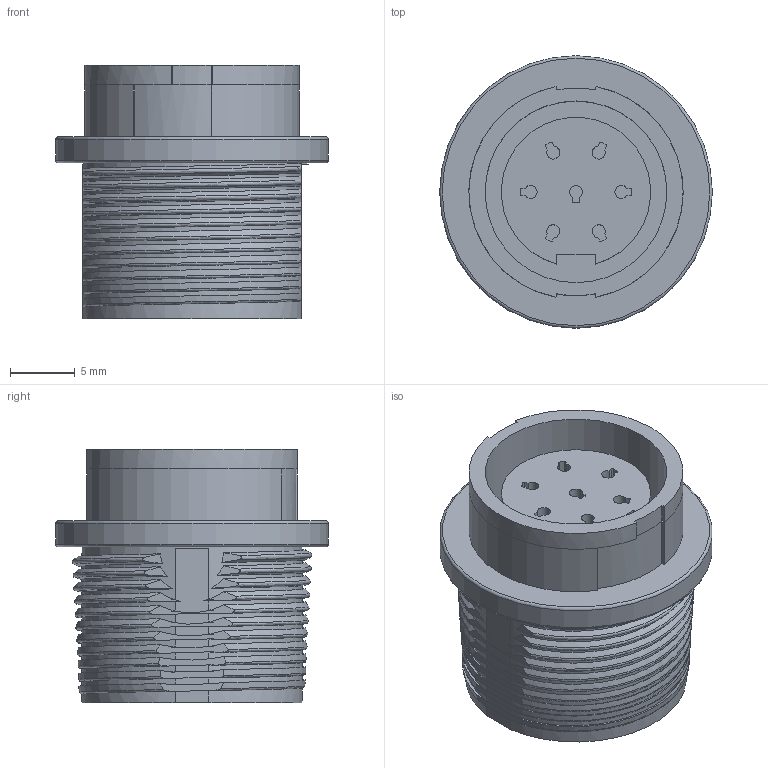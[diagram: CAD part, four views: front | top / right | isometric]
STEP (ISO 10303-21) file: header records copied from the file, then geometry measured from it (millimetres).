
FILE_DESCRIPTION(('FreeCAD Model'),'2;1');
FILE_NAME('DIN7_done_but_nonsolid.stp','2020-05-16T12:08:48',('Author'),(''), 'Open CASCADE STEP processor 7.3','FreeCAD','Unknown');
FILE_SCHEMA(('AUTOMOTIVE_DESIGN_CC2 { 1 2 10303 214 -1 1 5 4 }'));
Length unit declared in the file: millimetre
Products named in the file (1): CompletePartSimpleCopy
Bounding box: 21 x 21 x 19.5 mm (x, y, z)
Volume: 3060.9 mm3; surface area: 3513.5 mm2
Topology: 6 solids, 6 shells, 328 faces, 826 edges, 536 vertices
Faces by surface type: plane 142, cylinder 93, bspline 83, extrusion 7, torus 2, cone 1
Full cylindrical faces by diameter (mm): 1.7 x7, 1.9 x7, 14 x2, 21 x1
Entity records: 53613 total; most frequent: CARTESIAN_POINT 37086, DIRECTION 1767, ORIENTED_EDGE 1652, PCURVE 1652, DEFINITIONAL_REPRESENTATION 1652, B_SPLINE_CURVE_WITH_KNOTS 1284, VECTOR 1000, LINE 993
